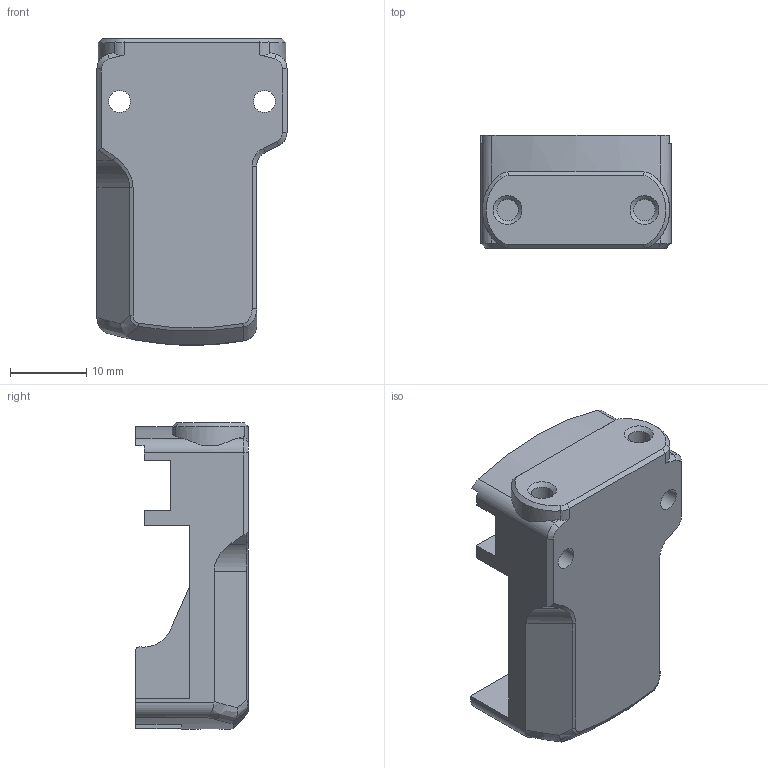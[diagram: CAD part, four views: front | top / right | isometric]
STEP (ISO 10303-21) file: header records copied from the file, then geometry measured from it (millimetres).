
FILE_DESCRIPTION(/* description */ (''),/* implementation_level */ '2;1');
FILE_NAME(/* name */ '5f8dbaeff9cdbb0ff6979f78',/* time_stamp */ '2020-10-19T16:12:31+00:00',/* author */ (''),/* organization */ (''),/* preprocessor_version */ 'ST-DEVELOPER v16.7',/* originating_system */ $,/* authorisation */ $);
FILE_SCHEMA (('AUTOMOTIVE_DESIGN {1 0 10303 214 3 1 1}'));
Length unit declared in the file: metre
Products named in the file (1): servo_mount_housing_1
Bounding box: 25 x 14.8 x 40.3 mm (x, y, z)
Volume: 5759.3 mm3; surface area: 4586 mm2
Topology: 1 solids, 1 shells, 114 faces, 310 edges, 198 vertices
Faces by surface type: plane 63, cylinder 25, cone 19, bspline 7
Full cylindrical faces by diameter (mm): 2.8 x2, 2.9 x2, 3.3 x1
Entity records: 3681 total; most frequent: CARTESIAN_POINT 865, ORIENTED_EDGE 592, DIRECTION 543, EDGE_CURVE 296, VERTEX_POINT 196, LINE 189, VECTOR 189, AXIS2_PLACEMENT_3D 177
